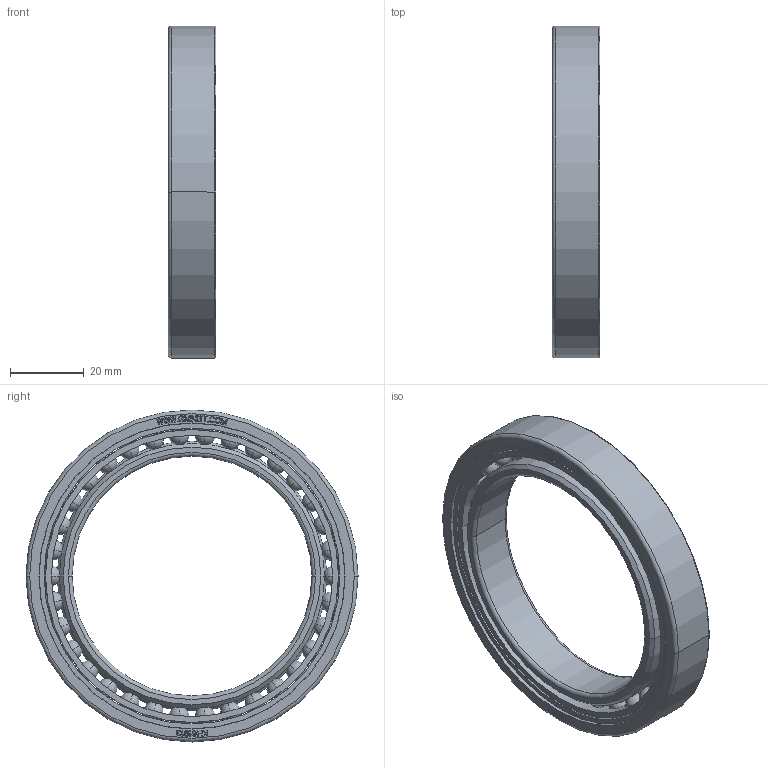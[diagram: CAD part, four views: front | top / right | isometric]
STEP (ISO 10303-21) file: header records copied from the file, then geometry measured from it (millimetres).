
FILE_DESCRIPTION((''),'2;1');
FILE_NAME('KH61913_PRT','2014-11-17T',('sales 4'),(''),'PRO/ENGINEER BY PARAMETRIC TECHNOLOGY CORPORATION, 2013150','PRO/ENGINEER BY PARAMETRIC TECHNOLOGY CORPORATION, 2013150','');
FILE_SCHEMA(('AUTOMOTIVE_DESIGN { 1 0 10303 214 1 1 1 1 }'));
Length unit declared in the file: millimetre
Products named in the file (1): KH61913_PRT
Bounding box: 13.01 x 90 x 90 mm (x, y, z)
Volume: 29807.6 mm3; surface area: 24671.2 mm2
Topology: 37 solids, 37 shells, 682 faces, 1927 edges, 1206 vertices
Faces by surface type: plane 506, cylinder 86, sphere 68, torus 12, cone 10
Entity records: 35551 total; most frequent: CARTESIAN_POINT 12703, ORIENTED_EDGE 3582, DIRECTION 3155, PRESENTATION_STYLE_ASSIGNMENT 1854, STYLED_ITEM 1828, CURVE_STYLE 1791, EDGE_CURVE 1791, VECTOR 1519
